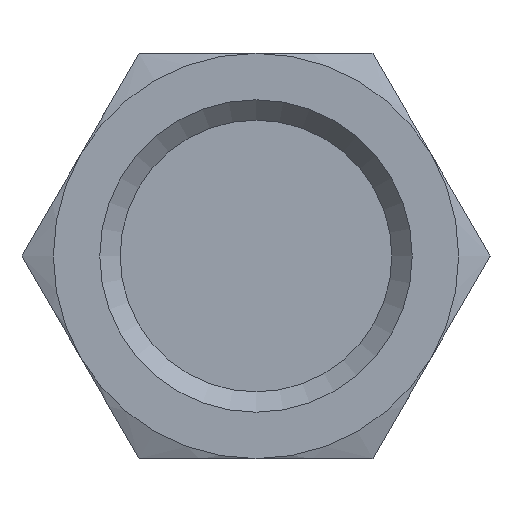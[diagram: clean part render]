
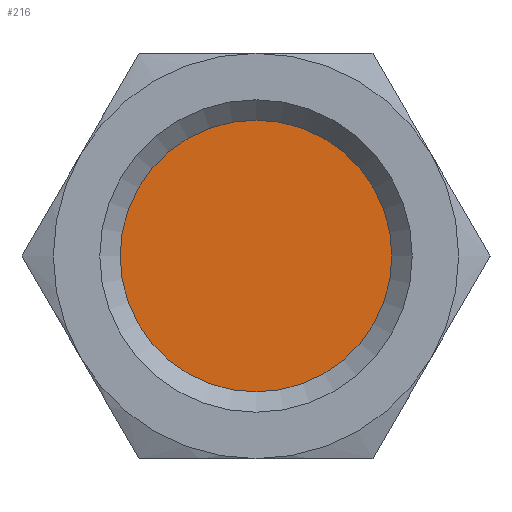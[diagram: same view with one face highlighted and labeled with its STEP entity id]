
A CAD part, left-side view. The second image highlights one B-rep face of the part: STEP entity #216.
In plain terms, the highlighted free-form (B-spline) face has degree [1, 1] with [2, 2] control points.
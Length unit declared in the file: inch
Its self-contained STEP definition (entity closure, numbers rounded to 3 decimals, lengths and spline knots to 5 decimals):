
#128=CARTESIAN_POINT('',(1.0,-0.461,0.));
#129=VERTEX_POINT('',#128);
#130=CARTESIAN_POINT('',(1.0,0.,0.));
#131=DIRECTION('',(-1.0,0.0,0.0));
#132=DIRECTION('',(0.0,-1.0,0.0));
#133=AXIS2_PLACEMENT_3D('',#130,#131,#132);
#134=CIRCLE('',#133,0.461);
#135=EDGE_CURVE('',#129,#129,#134,.T.);
#208=CARTESIAN_POINT('',(1.0,0.461,0.461));
#209=CARTESIAN_POINT('',(1.0,-0.461,0.461));
#210=CARTESIAN_POINT('',(1.0,0.461,-0.461));
#211=CARTESIAN_POINT('',(1.0,-0.461,-0.461));
#212=B_SPLINE_SURFACE_WITH_KNOTS('',1,1,((#208,#210),(#209,#211)),.UNSPECIFIED.,.F.,.F.,.U.,(2,2),(2,2),(0.0,0.922),(0.0,0.922),.UNSPECIFIED.);
#213=ORIENTED_EDGE('',*,*,#135,.T.);
#214=EDGE_LOOP('',(#213));
#215=FACE_OUTER_BOUND('',#214,.T.);
#216=ADVANCED_FACE('',(#215),#212,.F.);
